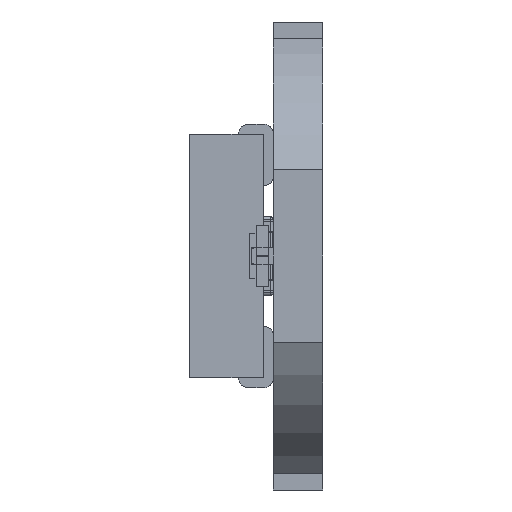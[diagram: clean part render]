
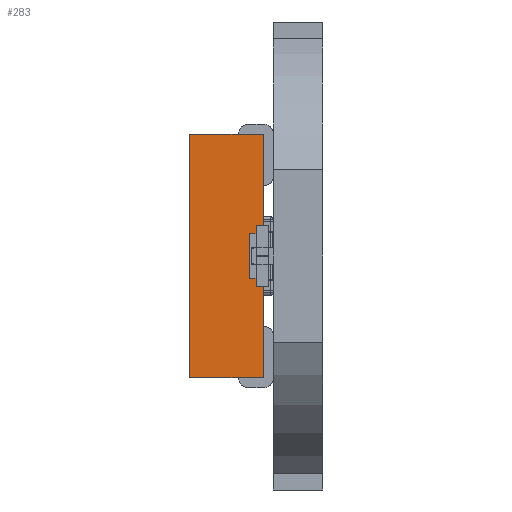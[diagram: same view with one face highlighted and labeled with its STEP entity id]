
A CAD part, left-side view. The second image highlights one B-rep face of the part: STEP entity #283.
In plain terms, the highlighted planar face has unit normal (-1, 0, 0).
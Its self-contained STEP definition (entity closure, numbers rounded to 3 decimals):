
#283=ADVANCED_FACE('',(#598),#5105,.T.);
#598=FACE_OUTER_BOUND('',#920,.T.);
#920=EDGE_LOOP('',(#1441,#1442,#1443,#1444));
#1441=ORIENTED_EDGE('',*,*,#2930,.F.);
#1442=ORIENTED_EDGE('',*,*,#2956,.F.);
#1443=ORIENTED_EDGE('',*,*,#3008,.T.);
#1444=ORIENTED_EDGE('',*,*,#2972,.F.);
#2930=EDGE_CURVE('',#4581,#4580,#3929,.T.);
#2956=EDGE_CURVE('',#4605,#4581,#3955,.T.);
#2972=EDGE_CURVE('',#4580,#4616,#3971,.T.);
#3008=EDGE_CURVE('',#4605,#4616,#3997,.T.);
#3929=B_SPLINE_CURVE_WITH_KNOTS('',1,(#6339,#6340),.UNSPECIFIED.,.F.,.F.,
(2,2),(0.,4.95),.UNSPECIFIED.);
#3955=B_SPLINE_CURVE_WITH_KNOTS('',1,(#6391,#6392),.UNSPECIFIED.,.F.,.F.,
(2,2),(0.,1.5),.UNSPECIFIED.);
#3971=B_SPLINE_CURVE_WITH_KNOTS('',1,(#6423,#6424),.UNSPECIFIED.,.F.,.F.,
(2,2),(-1.5,0.),.UNSPECIFIED.);
#3997=B_SPLINE_CURVE_WITH_KNOTS('',1,(#6505,#6506),.UNSPECIFIED.,.F.,.F.,
(2,2),(0.,4.95),.UNSPECIFIED.);
#4580=VERTEX_POINT('',#6208);
#4581=VERTEX_POINT('',#6209);
#4605=VERTEX_POINT('',#6233);
#4616=VERTEX_POINT('',#6244);
#5105=PLANE('',#5332);
#5332=AXIS2_PLACEMENT_3D('',#5907,#5469,$);
#5469=DIRECTION('',(-1.,0.,0.));
#5907=CARTESIAN_POINT('',(-26.475,25.81,224.54));
#6208=CARTESIAN_POINT('',(-26.475,26.2,225.275));
#6209=CARTESIAN_POINT('',(-26.475,26.2,230.225));
#6233=CARTESIAN_POINT('',(-26.475,27.7,230.225));
#6244=CARTESIAN_POINT('',(-26.475,27.7,225.275));
#6339=CARTESIAN_POINT('',(-26.475,26.2,230.225));
#6340=CARTESIAN_POINT('',(-26.475,26.2,225.275));
#6391=CARTESIAN_POINT('',(-26.475,27.7,230.225));
#6392=CARTESIAN_POINT('',(-26.475,26.2,230.225));
#6423=CARTESIAN_POINT('',(-26.475,26.2,225.275));
#6424=CARTESIAN_POINT('',(-26.475,27.7,225.275));
#6505=CARTESIAN_POINT('',(-26.475,27.7,230.225));
#6506=CARTESIAN_POINT('',(-26.475,27.7,225.275));
